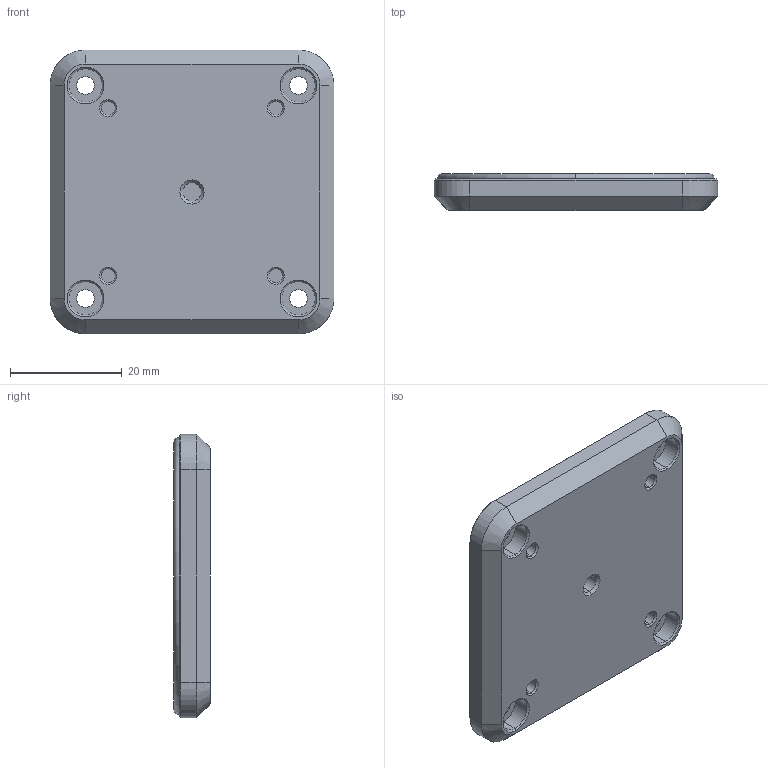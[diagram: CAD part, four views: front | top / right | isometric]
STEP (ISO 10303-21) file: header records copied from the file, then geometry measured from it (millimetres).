
FILE_DESCRIPTION (( 'STEP AP214' ), '1' );
FILE_NAME ('2.2.7.17_L30F-GM_30 mm笼式立方体空白板盖板，带M4螺纹孔.STEP', '2021-07-17T02:53:07', ( 'Microsoft' ), ( 'Microsoft' ), 'SwSTEP 2.0', 'SolidWorks 2018', '' );
FILE_SCHEMA (( 'AUTOMOTIVE_DESIGN' ));
Length unit declared in the file: millimetre
Products named in the file (1): 2.2.7.17_L30F-GM_30 mm笼式立方体空白板盖板，带M4螺纹孔
Bounding box: 50.8 x 6.55 x 50.8 mm (x, y, z)
Surface area: 7608.8 mm2 (no closed solid volume)
Topology: 0 solids, 2 shells, 92 faces, 206 edges, 122 vertices
Faces by surface type: cone 34, cylinder 34, plane 20, torus 4
Entity records: 3604 total; most frequent: DIRECTION 502, CARTESIAN_POINT 421, ORIENTED_EDGE 402, EDGE_CURVE 206, AXIS2_PLACEMENT_3D 203, VERTEX_POINT 122, EDGE_LOOP 111, CIRCLE 110
